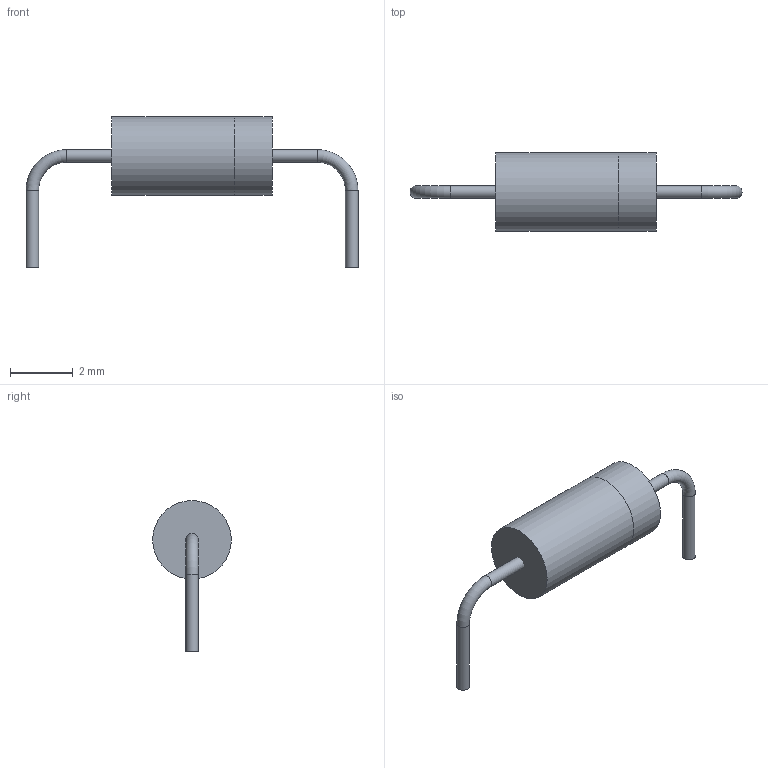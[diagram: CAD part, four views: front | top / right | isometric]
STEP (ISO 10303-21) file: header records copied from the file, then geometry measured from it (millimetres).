
FILE_DESCRIPTION(/* description */ (''),/* implementation_level */ '2;1');
FILE_NAME(/* name */ 'Diode 1N4001.stp',/* time_stamp */ '2018-07-09T20:24:30+02:00',/* author */ ('gabri'),/* organization */ (''),/* preprocessor_version */ 'ST-DEVELOPER v17',/* originating_system */ 'Autodesk Inventor 2019',/* authorisation */ '');
FILE_SCHEMA (('AUTOMOTIVE_DESIGN { 1 0 10303 214 3 1 1 }'));
Length unit declared in the file: millimetre
Products named in the file (1): Resistor_THT_0,25W
Bounding box: 10.56 x 2.5 x 4.8 mm (x, y, z)
Volume: 27.1 mm3; surface area: 80.4 mm2
Topology: 3 solids, 3 shells, 13 faces, 25 edges, 18 vertices
Faces by surface type: plane 6, cylinder 5, torus 2
Full cylindrical faces by diameter (mm): 0.4 x3, 2.5 x2
Entity records: 411 total; most frequent: DIRECTION 73, CARTESIAN_POINT 57, ORIENTED_EDGE 50, AXIS2_PLACEMENT_3D 34, EDGE_CURVE 25, CIRCLE 20, VERTEX_POINT 18, FACE_OUTER_BOUND 13
